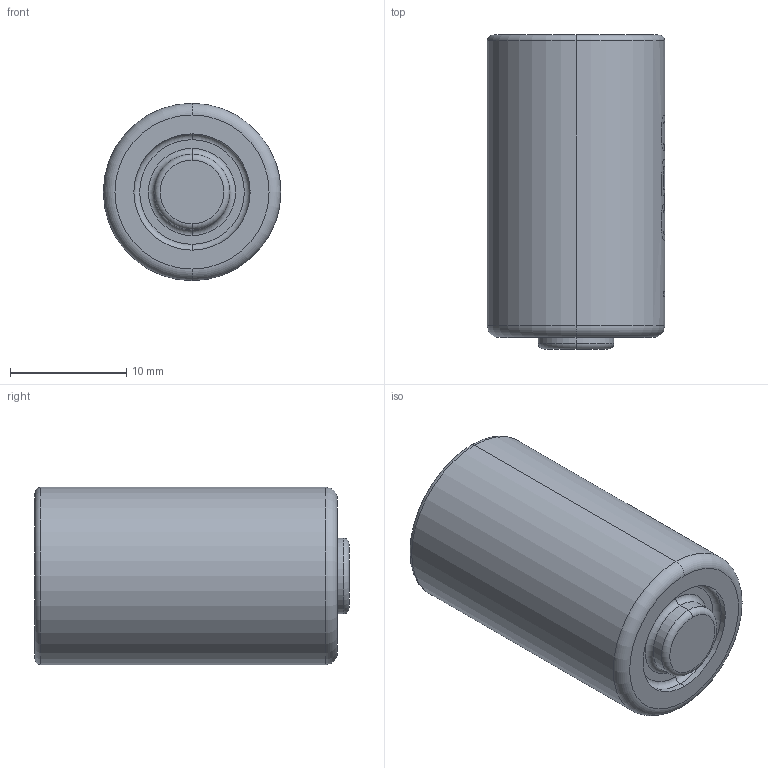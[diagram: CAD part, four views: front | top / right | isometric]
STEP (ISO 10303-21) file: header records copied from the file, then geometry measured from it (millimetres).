
FILE_DESCRIPTION (( 'STEP AP214' ), '1' );
FILE_NAME ('CR2 Battery.STEP', '2018-08-21T23:34:28', ( '' ), ( '' ), 'SwSTEP 2.0', 'SolidWorks 2015', '' );
FILE_SCHEMA (( 'AUTOMOTIVE_DESIGN' ));
Length unit declared in the file: millimetre
Products named in the file (1): CR2 Battery
Bounding box: 15.25 x 27 x 15.25 mm (x, y, z)
Volume: 4725.9 mm3; surface area: 1636.1 mm2
Topology: 1 solids, 1 shells, 26 faces, 117 edges, 101 vertices
Faces by surface type: cylinder 12, torus 10, plane 4
Entity records: 2649 total; most frequent: CARTESIAN_POINT 1348, ORIENTED_EDGE 234, DIRECTION 197, EDGE_CURVE 117, VERTEX_POINT 101, AXIS2_PLACEMENT_3D 84, CIRCLE 57, EDGE_LOOP 34
